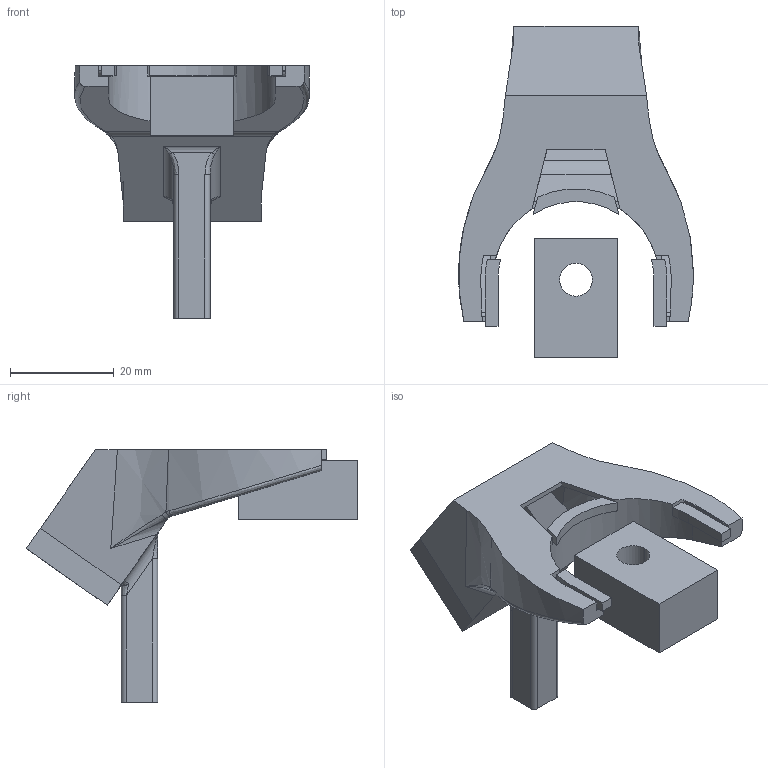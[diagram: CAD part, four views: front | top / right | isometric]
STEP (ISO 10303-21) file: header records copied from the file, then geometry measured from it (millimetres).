
FILE_DESCRIPTION (( 'STEP AP214' ), '1' );
FILE_NAME ('530 Volcano Fan Shroud 50mm Fan.STEP', '2021-03-17T21:50:05', ( '' ), ( '' ), 'SwSTEP 2.0', 'SolidWorks 2019', '' );
FILE_SCHEMA (( 'AUTOMOTIVE_DESIGN' ));
Length unit declared in the file: millimetre
Products named in the file (1): 530 Volcano Fan Shroud 50mm Fan
Bounding box: 45.17 x 63.79 x 48.6 mm (x, y, z)
Volume: 12421.4 mm3; surface area: 12257.5 mm2
Topology: 5 solids, 5 shells, 174 faces, 463 edges, 294 vertices
Faces by surface type: plane 94, bspline 38, cylinder 33, torus 7, cone 2
Entity records: 6304 total; most frequent: CARTESIAN_POINT 2312, ORIENTED_EDGE 918, DIRECTION 673, EDGE_CURVE 459, VERTEX_POINT 294, VECTOR 247, LINE 247, AXIS2_PLACEMENT_3D 213
